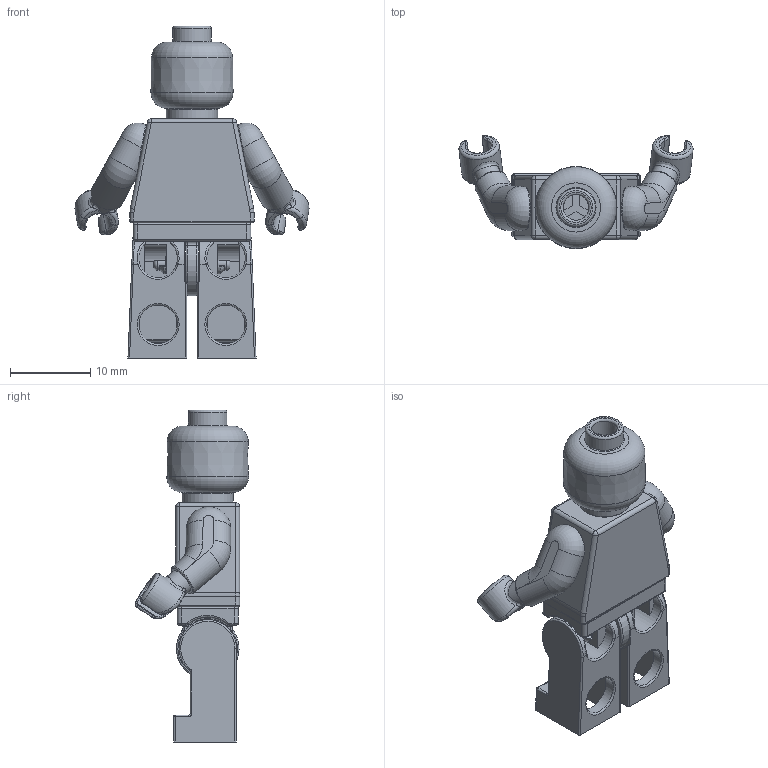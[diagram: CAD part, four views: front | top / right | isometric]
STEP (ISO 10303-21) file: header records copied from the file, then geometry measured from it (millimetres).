
FILE_DESCRIPTION(/* description */ ('STEP AP242','CAx-IF Rec.Pracs.---Representation and Presentation of Product Manufacturing Information (PMI)---4.0---2014-10-13','CAx-IF Rec.Pracs.---3D Tessellated Geometry---0.4---2014-09-14','2;1'),/* implementation_level */ '2;1');
FILE_NAME(/* name */ '68bca0142417bef07d49524f',/* time_stamp */ '2025-09-06T20:56:53Z',/* author */ (''),/* organization */ (''),/* preprocessor_version */ 'ST-DEVELOPER v20',/* originating_system */ 'ONSHAPE BY PTC INC, 1.203',/* authorisation */ ' ');
FILE_SCHEMA (('AP242_MANAGED_MODEL_BASED_3D_ENGINEERING_MIM_LF { 1 0 10303 442 1 1 4 }'));
Length unit declared in the file: metre
Products named in the file (9): BRA�O; CABE�A; PERNA; MAO; CAL�AS; TORSO
Bounding box: 29.25 x 14.17 x 41.48 mm (x, y, z)
Volume: 2850.7 mm3; surface area: 5109.3 mm2
Topology: 9 solids, 9 shells, 572 faces, 1396 edges, 833 vertices
Faces by surface type: cylinder 210, plane 175, torus 88, bspline 76, sphere 20, cone 3
Full cylindrical faces by diameter (mm): 2 x6, 2.1 x6, 2.181 x2, 3 x2, 3.082 x1, 3.179 x2, 3.2 x1, 4.8 x1, 4.85 x2, 5 x2, 6.4 x1
Entity records: 17391 total; most frequent: CARTESIAN_POINT 4313, DIRECTION 2788, ORIENTED_EDGE 2608, EDGE_CURVE 1304, AXIS2_PLACEMENT_3D 1127, VERTEX_POINT 812, EDGE_LOOP 652, FACE_BOUND 652
